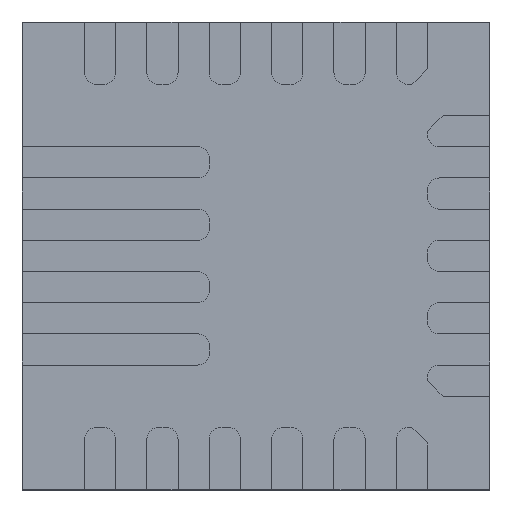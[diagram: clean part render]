
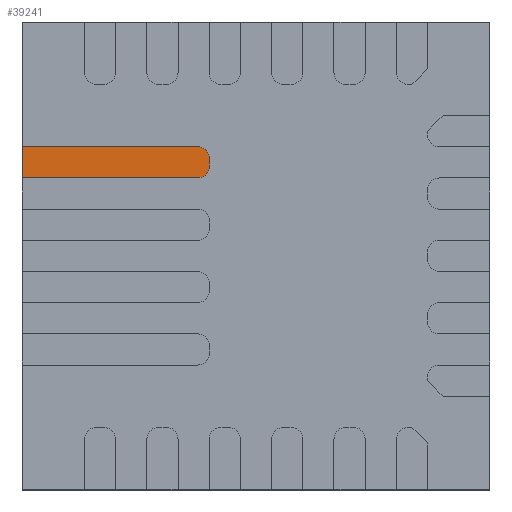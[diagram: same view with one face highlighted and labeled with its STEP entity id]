
A CAD part, top view. The second image highlights one B-rep face of the part: STEP entity #39241.
In plain terms, the highlighted planar face has unit normal (0, 0, 1).
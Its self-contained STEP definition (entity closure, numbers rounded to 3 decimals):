
#1614 = CARTESIAN_POINT ( 'NONE',  ( 0., 0., 0.1 ) ) ;
#1953 = EDGE_CURVE ( 'NONE', #24700, #33900, #13086, .T. ) ;
#2006 = ORIENTED_EDGE ( 'NONE', *, *, #30058, .T. ) ;
#2103 = EDGE_CURVE ( 'NONE', #33900, #15206, #36117, .T. ) ;
#2496 = CARTESIAN_POINT ( 'NONE',  ( 1.125, 2.125, 0.1 ) ) ;
#2819 = VECTOR ( 'NONE', #6221, 1000. ) ;
#3155 = ORIENTED_EDGE ( 'NONE', *, *, #31782, .T. ) ;
#4476 = EDGE_LOOP ( 'NONE', ( #9633, #3155, #2006, #24747, #20127, #31738 ) ) ;
#4490 = CARTESIAN_POINT ( 'NONE',  ( 0., 2., 0.1 ) ) ;
#4790 = VECTOR ( 'NONE', #20203, 1000. ) ;
#5986 = CARTESIAN_POINT ( 'NONE',  ( 1.125, 2., 0.1 ) ) ;
#6221 = DIRECTION ( 'NONE',  ( 0., -1., 0. ) ) ;
#6227 = DIRECTION ( 'NONE',  ( -1., 0., 0. ) ) ;
#8562 = VERTEX_POINT ( 'NONE', #26520 ) ;
#8789 = PLANE ( 'NONE',  #40474 ) ;
#8874 = EDGE_CURVE ( 'NONE', #8562, #24700, #19876, .T. ) ;
#9088 = DIRECTION ( 'NONE',  ( 1., 0., 0. ) ) ;
#9633 = ORIENTED_EDGE ( 'NONE', *, *, #13003, .T. ) ;
#11763 = FACE_OUTER_BOUND ( 'NONE', #4476, .T. ) ;
#13003 = EDGE_CURVE ( 'NONE', #15206, #31161, #33702, .T. ) ;
#13086 = CIRCLE ( 'NONE', #15120, 0.075 ) ;
#13511 = CARTESIAN_POINT ( 'NONE',  ( 1.125, 2.2, 0.1 ) ) ;
#15056 = DIRECTION ( 'NONE',  ( 1., 0., 0. ) ) ;
#15120 = AXIS2_PLACEMENT_3D ( 'NONE', #37385, #40280, #9088 ) ;
#15206 = VERTEX_POINT ( 'NONE', #16673 ) ;
#15875 = DIRECTION ( 'NONE',  ( 1., 0., 0. ) ) ;
#16472 = DIRECTION ( 'NONE',  ( 1., 0., 0. ) ) ;
#16673 = CARTESIAN_POINT ( 'NONE',  ( 1.2, 2.125, 0.1 ) ) ;
#19074 = LINE ( 'NONE', #20717, #22409 ) ;
#19876 = LINE ( 'NONE', #4490, #22617 ) ;
#19945 = CARTESIAN_POINT ( 'NONE',  ( 0., 3., 0.1 ) ) ;
#20127 = ORIENTED_EDGE ( 'NONE', *, *, #1953, .T. ) ;
#20203 = DIRECTION ( 'NONE',  ( 0., 1., 0. ) ) ;
#20717 = CARTESIAN_POINT ( 'NONE',  ( 1.125, 2.2, 0.1 ) ) ;
#22409 = VECTOR ( 'NONE', #6227, 1000. ) ;
#22617 = VECTOR ( 'NONE', #15056, 1000. ) ;
#23125 = AXIS2_PLACEMENT_3D ( 'NONE', #2496, #26811, #16472 ) ;
#23609 = CARTESIAN_POINT ( 'NONE',  ( 1.2, 2.075, 0.1 ) ) ;
#23743 = LINE ( 'NONE', #19945, #2819 ) ;
#24700 = VERTEX_POINT ( 'NONE', #5986 ) ;
#24747 = ORIENTED_EDGE ( 'NONE', *, *, #8874, .T. ) ;
#26520 = CARTESIAN_POINT ( 'NONE',  ( 0., 2., 0.1 ) ) ;
#26811 = DIRECTION ( 'NONE',  ( 0., 0., 1. ) ) ;
#27544 = CARTESIAN_POINT ( 'NONE',  ( 1.2, 2.075, 0.1 ) ) ;
#29306 = CARTESIAN_POINT ( 'NONE',  ( 0., 2.2, 0.1 ) ) ;
#29386 = DIRECTION ( 'NONE',  ( 0., 0., 1. ) ) ;
#30058 = EDGE_CURVE ( 'NONE', #32545, #8562, #23743, .T. ) ;
#31161 = VERTEX_POINT ( 'NONE', #13511 ) ;
#31738 = ORIENTED_EDGE ( 'NONE', *, *, #2103, .T. ) ;
#31782 = EDGE_CURVE ( 'NONE', #31161, #32545, #19074, .T. ) ;
#32545 = VERTEX_POINT ( 'NONE', #29306 ) ;
#33702 = CIRCLE ( 'NONE', #23125, 0.075 ) ;
#33900 = VERTEX_POINT ( 'NONE', #27544 ) ;
#36117 = LINE ( 'NONE', #23609, #4790 ) ;
#37385 = CARTESIAN_POINT ( 'NONE',  ( 1.125, 2.075, 0.1 ) ) ;
#39241 = ADVANCED_FACE ( 'NONE', ( #11763 ), #8789, .T. ) ;
#40280 = DIRECTION ( 'NONE',  ( 0., 0., 1. ) ) ;
#40474 = AXIS2_PLACEMENT_3D ( 'NONE', #1614, #29386, #15875 ) ;
